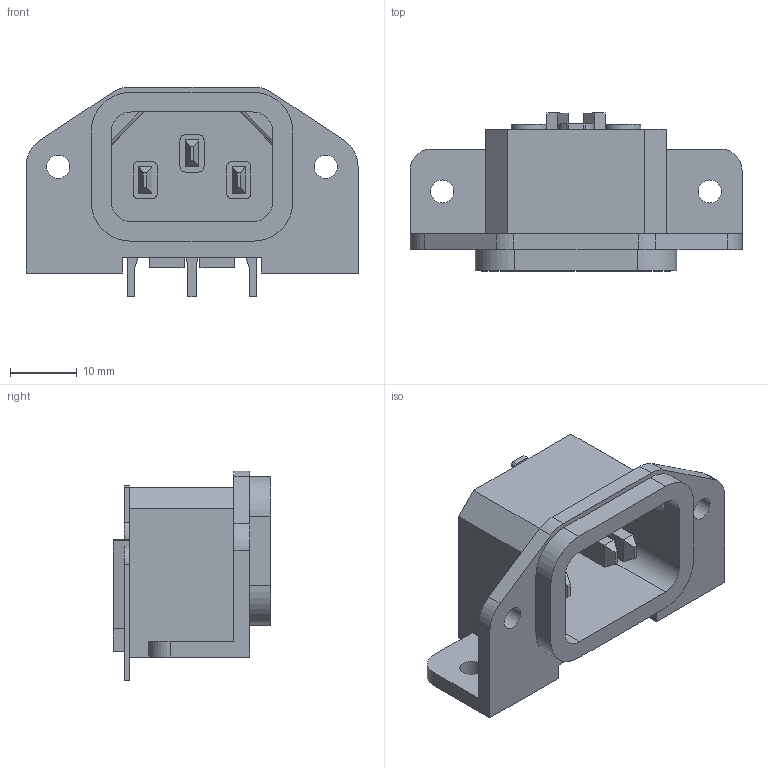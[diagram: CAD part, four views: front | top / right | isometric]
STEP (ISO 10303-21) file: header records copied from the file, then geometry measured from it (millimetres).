
FILE_DESCRIPTION((''),'2;1');
FILE_NAME('C-1609078-1','2013-01-30T',('workeradm'),('Tyco Electronics Ltd.'),'PRO/ENGINEER BY PARAMETRIC TECHNOLOGY CORPORATION, 2010430','PRO/ENGINEER BY PARAMETRIC TECHNOLOGY CORPORATION, 2010430','');
FILE_SCHEMA(('AUTOMOTIVE_DESIGN { 1 0 10303 214 1 1 1 1 }'));
Length unit declared in the file: millimetre
Products named in the file (1): C-1609078-1
Bounding box: 49.61 x 23.6 x 31.35 mm (x, y, z)
Volume: 8198.4 mm3; surface area: 7820.1 mm2
Topology: 1 solids, 1 shells, 204 faces, 552 edges, 362 vertices
Faces by surface type: plane 156, cylinder 48
Entity records: 6719 total; most frequent: CARTESIAN_POINT 1146, ORIENTED_EDGE 1104, DIRECTION 1080, EDGE_CURVE 552, VECTOR 416, LINE 416, VERTEX_POINT 362, AXIS2_PLACEMENT_3D 332
